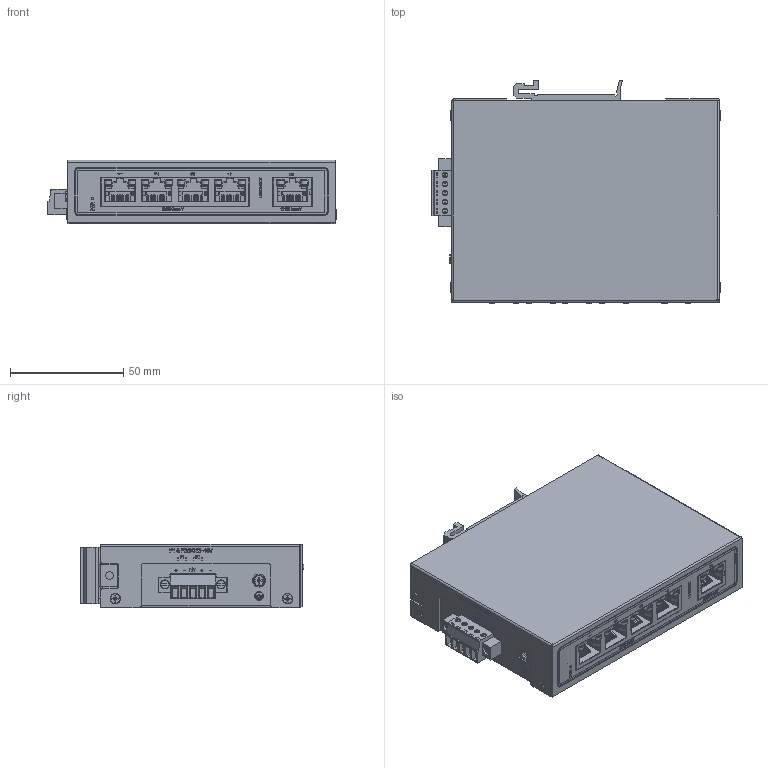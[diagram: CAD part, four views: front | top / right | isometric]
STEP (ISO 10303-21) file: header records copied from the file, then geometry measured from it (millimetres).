
FILE_DESCRIPTION((''),'2;1');
FILE_NAME('5K-001_ASM','2023-05-07T',('Administrator'),(''),'PRO/ENGINEER BY PARAMETRIC TECHNOLOGY CORPORATION, 2011310','PRO/ENGINEER BY PARAMETRIC TECHNOLOGY CORPORATION, 2011310','');
FILE_SCHEMA(('CONFIG_CONTROL_DESIGN'));
Products named in the file (45): PRT0079; PRT0080; PRT0081; PRT0082; PRT0083; PRT0084; PRT0085; PRT0086; PRT0087; PRT0088; PRT0089; PRT0090; PRT0091; PRT0092; PRT0093; PRT0094; PRT0095; PRT0096; PRT0097; PRT0098; PRT0099; PRT0100; PRT0101; PRT0102; PRT0103; PRT0104; PRT0105; PRT0106; PRT0107; PRT0108; PRT0109; PRT0110; PRT0111; PRT0112; PRT0113; PRT0114; PRT0115; PRT0116; PRT0117; PRT0118 ...
Assembly tree (44 placements, depth 2):
  5K-001_ASM
    PRT0079
    PRT0080
    PRT0081
    PRT0082
    PRT0083
    PRT0084
    PRT0085
    PRT0086
    PRT0087
    PRT0088
    PRT0089
    PRT0090
    PRT0091
    PRT0092
    PRT0093
    PRT0094
    PRT0095
    PRT0096
    PRT0097
    PRT0098
    PRT0099
    PRT0100
    PRT0101
    PRT0102
    PRT0103
    PRT0104
    PRT0105
    PRT0106
    PRT0107
    PRT0108
    PRT0109
    PRT0110
    PRT0111
    PRT0112
    PRT0113
    PRT0114
    PRT0115
    PRT0116
    PRT0117
    PRT0118
    PRT0119
    PRT0120
    PRT0121
    PRT0122
Bounding box: 127.14 x 98.7 x 28 mm (x, y, z)
Volume: 57828 mm3; surface area: 115463.5 mm2
Topology: 40 solids, 49 shells, 3505 faces, 9758 edges, 6539 vertices
Faces by surface type: plane 2812, cylinder 495, cone 78, torus 72, bspline 48
Entity records: 124428 total; most frequent: CARTESIAN_POINT 32427, ORIENTED_EDGE 19500, DIRECTION 18018, EDGE_CURVE 9758, VECTOR 8056, LINE 8056, VERTEX_POINT 6539, AXIS2_PLACEMENT_3D 4981
